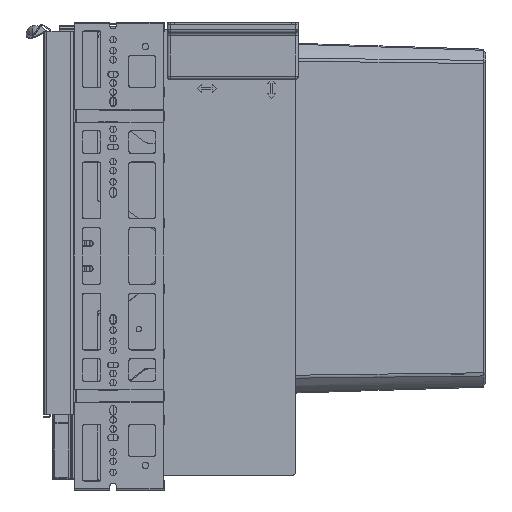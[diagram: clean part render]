
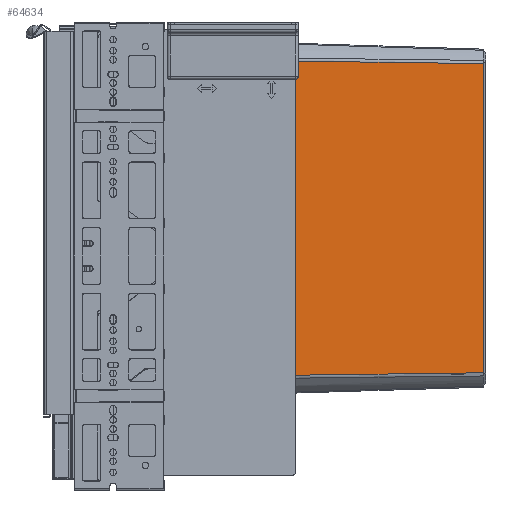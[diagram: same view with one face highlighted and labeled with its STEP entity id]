
A CAD part, left-side view. The second image highlights one B-rep face of the part: STEP entity #64634.
In plain terms, the highlighted planar face has unit normal (-1, -0.031, 0).
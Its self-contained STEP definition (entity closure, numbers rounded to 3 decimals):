
#12422=EDGE_CURVE('9831',#33419,#33416,#33420,.T.);
#12462=EDGE_CURVE('9763',#33416,#33474,#33477,.T.);
#12464=EDGE_CURVE('9815',#33479,#33474,#33480,.T.);
#12466=EDGE_CURVE('9774',#33419,#33479,#33482,.T.);
#33416=VERTEX_POINT('',#63165);
#33419=VERTEX_POINT('',#63176);
#33420=LINE('',#63177,#63178);
#33474=VERTEX_POINT('',#63355);
#33477=B_SPLINE_CURVE_WITH_KNOTS('',3,(#63365,#63366,#63367,#63368,#63369,#63370),.UNSPECIFIED.,.F.,.F.,(4,1,1,4),(0.0,0.333,0.667,1.0),.UNSPECIFIED.);
#33479=VERTEX_POINT('',#63373);
#33480=LINE('',#63374,#63375);
#33482=B_SPLINE_CURVE_WITH_KNOTS('',3,(#63378,#63379,#63380,#63381,#63382,#63383),.UNSPECIFIED.,.F.,.F.,(4,1,1,4),(0.0,0.333,0.667,1.0),.UNSPECIFIED.);
#63165=CARTESIAN_POINT('',(-198.371,9.8,-349.93));
#63176=CARTESIAN_POINT('',(-198.371,9.8,-33.071));
#63177=CARTESIAN_POINT('',(-198.371,9.8,-33.071));
#63178=VECTOR('',#109432,316.858);
#63355=CARTESIAN_POINT('',(-185.899,-390.329,-344.774));
#63365=CARTESIAN_POINT('',(-198.371,9.8,-349.93));
#63366=CARTESIAN_POINT('',(-196.872,-38.308,-349.318));
#63367=CARTESIAN_POINT('',(-193.949,-132.083,-348.122));
#63368=CARTESIAN_POINT('',(-189.811,-264.809,-346.415));
#63369=CARTESIAN_POINT('',(-187.18,-349.234,-345.315));
#63370=CARTESIAN_POINT('',(-185.899,-390.329,-344.774));
#63373=CARTESIAN_POINT('',(-185.899,-390.329,-38.226));
#63374=CARTESIAN_POINT('',(-185.899,-390.329,-38.226));
#63375=VECTOR('',#109439,306.548);
#63378=CARTESIAN_POINT('',(-198.371,9.8,-33.071));
#63379=CARTESIAN_POINT('',(-196.872,-38.308,-33.683));
#63380=CARTESIAN_POINT('',(-193.949,-132.085,-34.879));
#63381=CARTESIAN_POINT('',(-189.811,-264.81,-36.585));
#63382=CARTESIAN_POINT('',(-187.18,-349.234,-37.685));
#63383=CARTESIAN_POINT('',(-185.899,-390.329,-38.226));
#64634=ADVANCED_FACE('7140',(#109816),#109817,.T.);
#109432=DIRECTION('',(0.0,0.0,-1.0));
#109439=DIRECTION('',(0.0,0.,-1.0));
#109816=FACE_OUTER_BOUND('',#138466,.T.);
#109817=PLANE('',#138467);
#138466=EDGE_LOOP('',(#152622,#152623,#152624,#152625));
#138467=AXIS2_PLACEMENT_3D('',#152626,#152627,#152628);
#152622=ORIENTED_EDGE('',*,*,#12464,.F.);
#152623=ORIENTED_EDGE('',*,*,#12466,.F.);
#152624=ORIENTED_EDGE('',*,*,#12422,.T.);
#152625=ORIENTED_EDGE('',*,*,#12462,.T.);
#152626=CARTESIAN_POINT('',(-192.44,-180.469,-191.5));
#152627=DIRECTION('',(-1.,-0.031,-0.0));
#152628=DIRECTION('',(0.0,0.0,-1.0));
